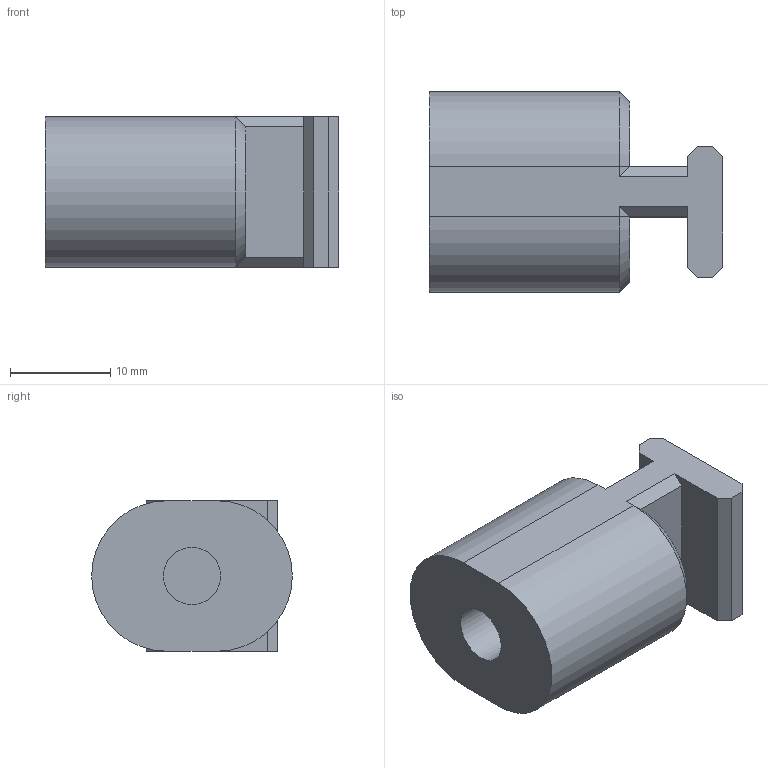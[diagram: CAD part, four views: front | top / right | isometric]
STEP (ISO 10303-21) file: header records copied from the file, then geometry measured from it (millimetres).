
FILE_DESCRIPTION(('STEP AP242'), '1');
FILE_NAME('DevboardHolder', '', ('UNSPECIFIED'), ('UNSPECIFIED'), 'C3D Converter', 'C3D Toolkit', '');
FILE_SCHEMA(('AP242_MANAGED_MODEL_BASED_3D_ENGINEERING_MIM_LF { 1 0 10303 442 1 1 4 }'));
Length unit declared in the file: millimetre
Bounding box: 29.3 x 20 x 15 mm (x, y, z)
Volume: 5678.1 mm3; surface area: 2522.4 mm2
Topology: 1 solids, 1 shells, 30 faces, 69 edges, 42 vertices
Faces by surface type: plane 25, cylinder 3, cone 2
Full cylindrical faces by diameter (mm): 5.7 x1
Entity records: 1100 total; most frequent: CARTESIAN_POINT 141, DIRECTION 138, ORIENTED_EDGE 136, EDGE_CURVE 68, LINE 60, VECTOR 60, VERTEX_POINT 42, AXIS2_PLACEMENT_3D 39
